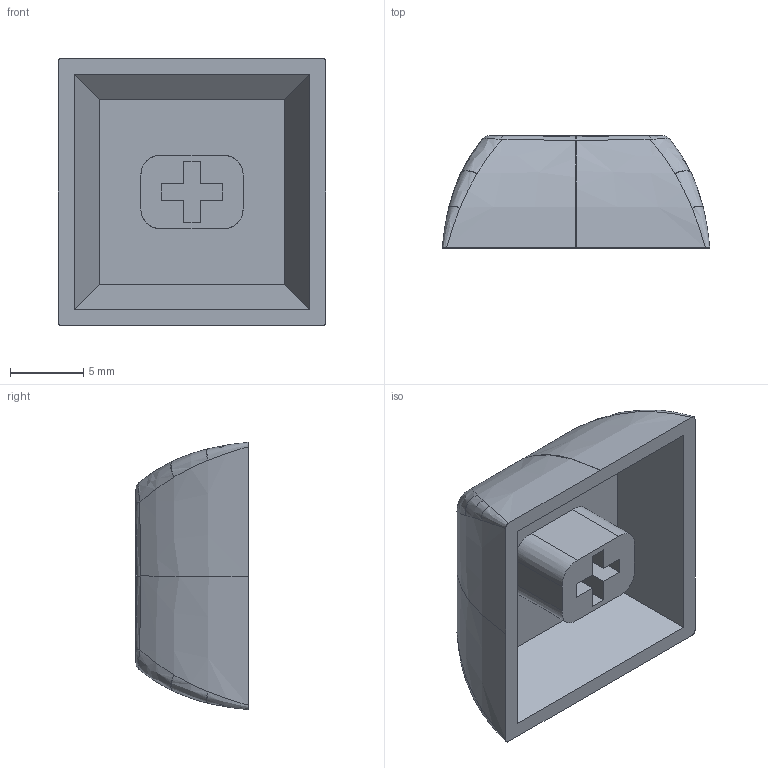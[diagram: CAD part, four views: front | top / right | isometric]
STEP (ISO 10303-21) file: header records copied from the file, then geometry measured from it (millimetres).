
FILE_DESCRIPTION(('FreeCAD Model'),'2;1');
FILE_NAME('Sw_keycap.step', '2021-10-20T22:04:26',('Author'),(''), 'Open CASCADE STEP processor 7.3','FreeCAD','Unknown');
FILE_SCHEMA(('AUTOMOTIVE_DESIGN { 1 0 10303 214 1 1 1 1 }'));
Length unit declared in the file: millimetre
Products named in the file (2): Base; Top
Bounding box: 18.32 x 7.7 x 18.3 mm (x, y, z)
Volume: 1534 mm3; surface area: 1765.4 mm2
Topology: 2 solids, 2 shells, 83 faces, 208 edges, 132 vertices
Faces by surface type: bspline 53, plane 30
Entity records: 10265 total; most frequent: CARTESIAN_POINT 6622, DIRECTION 434, ORIENTED_EDGE 416, PCURVE 416, DEFINITIONAL_REPRESENTATION 416, LINE 372, VECTOR 372, B_SPLINE_CURVE_WITH_KNOTS 252
